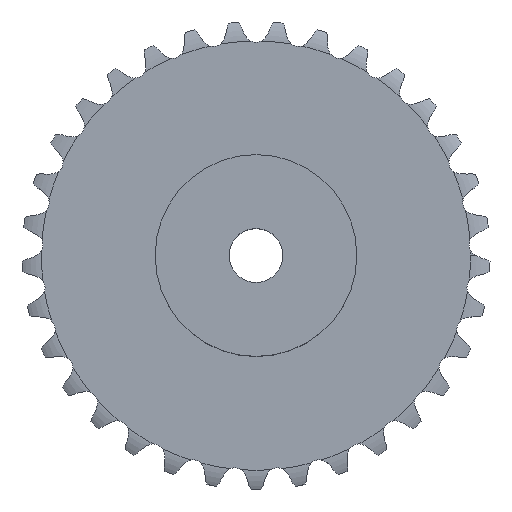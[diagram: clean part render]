
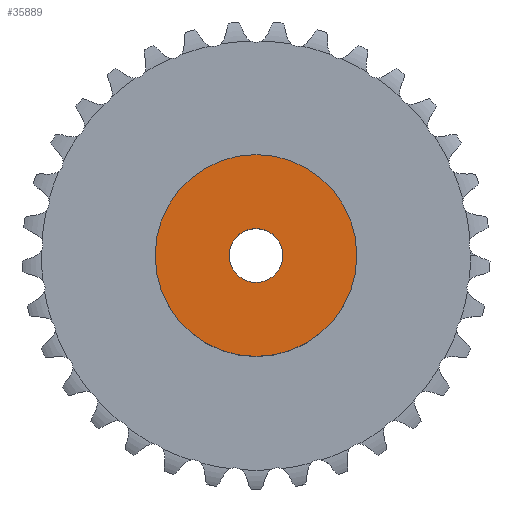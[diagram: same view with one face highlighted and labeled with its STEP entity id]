
A CAD part, top view. The second image highlights one B-rep face of the part: STEP entity #35889.
In plain terms, the highlighted planar face has unit normal (0, 0, 1).
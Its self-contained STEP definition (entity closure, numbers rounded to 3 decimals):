
#4209 = CYLINDRICAL_SURFACE('',#4210,15.);
#4210 = AXIS2_PLACEMENT_3D('',#4211,#4212,#4213);
#4211 = CARTESIAN_POINT('',(0.,0.,0.));
#4212 = DIRECTION('',(-0.,-0.,-1.));
#4213 = DIRECTION('',(1.,0.,0.));
#22813 = VERTEX_POINT('',#22814);
#22814 = CARTESIAN_POINT('',(15.,0.,16.));
#22835 = EDGE_CURVE('',#22813,#22813,#22836,.T.);
#22836 = SURFACE_CURVE('',#22837,(#22842,#22849),.PCURVE_S1.);
#22837 = CIRCLE('',#22838,15.);
#22838 = AXIS2_PLACEMENT_3D('',#22839,#22840,#22841);
#22839 = CARTESIAN_POINT('',(0.,0.,16.));
#22840 = DIRECTION('',(0.,0.,1.));
#22841 = DIRECTION('',(1.,0.,0.));
#22842 = PCURVE('',#4209,#22843);
#22843 = DEFINITIONAL_REPRESENTATION('',(#22844),#22848);
#22844 = LINE('',#22845,#22846);
#22845 = CARTESIAN_POINT('',(-0.,-16.));
#22846 = VECTOR('',#22847,1.);
#22847 = DIRECTION('',(-1.,0.));
#22848 = ( GEOMETRIC_REPRESENTATION_CONTEXT(2) 
PARAMETRIC_REPRESENTATION_CONTEXT() REPRESENTATION_CONTEXT('2D SPACE',''
  ) );
#22849 = PCURVE('',#22850,#22855);
#22850 = PLANE('',#22851);
#22851 = AXIS2_PLACEMENT_3D('',#22852,#22853,#22854);
#22852 = CARTESIAN_POINT('',(0.,0.,16.)
  );
#22853 = DIRECTION('',(0.,0.,1.));
#22854 = DIRECTION('',(1.,0.,0.));
#22855 = DEFINITIONAL_REPRESENTATION('',(#22856),#22860);
#22856 = CIRCLE('',#22857,15.);
#22857 = AXIS2_PLACEMENT_2D('',#22858,#22859);
#22858 = CARTESIAN_POINT('',(0.,0.));
#22859 = DIRECTION('',(1.,0.));
#22860 = ( GEOMETRIC_REPRESENTATION_CONTEXT(2) 
PARAMETRIC_REPRESENTATION_CONTEXT() REPRESENTATION_CONTEXT('2D SPACE',''
  ) );
#30468 = CYLINDRICAL_SURFACE('',#30469,4.);
#30469 = AXIS2_PLACEMENT_3D('',#30470,#30471,#30472);
#30470 = CARTESIAN_POINT('',(0.,0.,105.564));
#30471 = DIRECTION('',(0.,0.,1.));
#30472 = DIRECTION('',(1.,0.,0.));
#35889 = ADVANCED_FACE('',(#35890,#35893),#22850,.T.);
#35890 = FACE_BOUND('',#35891,.T.);
#35891 = EDGE_LOOP('',(#35892));
#35892 = ORIENTED_EDGE('',*,*,#22835,.T.);
#35893 = FACE_BOUND('',#35894,.T.);
#35894 = EDGE_LOOP('',(#35895));
#35895 = ORIENTED_EDGE('',*,*,#35896,.F.);
#35896 = EDGE_CURVE('',#35897,#35897,#35899,.T.);
#35897 = VERTEX_POINT('',#35898);
#35898 = CARTESIAN_POINT('',(4.,0.,16.));
#35899 = SURFACE_CURVE('',#35900,(#35905,#35912),.PCURVE_S1.);
#35900 = CIRCLE('',#35901,4.);
#35901 = AXIS2_PLACEMENT_3D('',#35902,#35903,#35904);
#35902 = CARTESIAN_POINT('',(0.,0.,16.));
#35903 = DIRECTION('',(0.,0.,1.));
#35904 = DIRECTION('',(1.,0.,0.));
#35905 = PCURVE('',#22850,#35906);
#35906 = DEFINITIONAL_REPRESENTATION('',(#35907),#35911);
#35907 = CIRCLE('',#35908,4.);
#35908 = AXIS2_PLACEMENT_2D('',#35909,#35910);
#35909 = CARTESIAN_POINT('',(0.,0.));
#35910 = DIRECTION('',(1.,0.));
#35911 = ( GEOMETRIC_REPRESENTATION_CONTEXT(2) 
PARAMETRIC_REPRESENTATION_CONTEXT() REPRESENTATION_CONTEXT('2D SPACE',''
  ) );
#35912 = PCURVE('',#30468,#35913);
#35913 = DEFINITIONAL_REPRESENTATION('',(#35914),#35918);
#35914 = LINE('',#35915,#35916);
#35915 = CARTESIAN_POINT('',(0.,-89.564));
#35916 = VECTOR('',#35917,1.);
#35917 = DIRECTION('',(1.,0.));
#35918 = ( GEOMETRIC_REPRESENTATION_CONTEXT(2) 
PARAMETRIC_REPRESENTATION_CONTEXT() REPRESENTATION_CONTEXT('2D SPACE',''
  ) );
